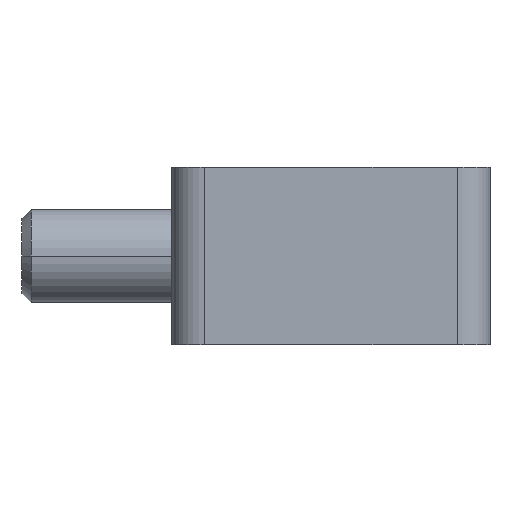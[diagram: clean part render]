
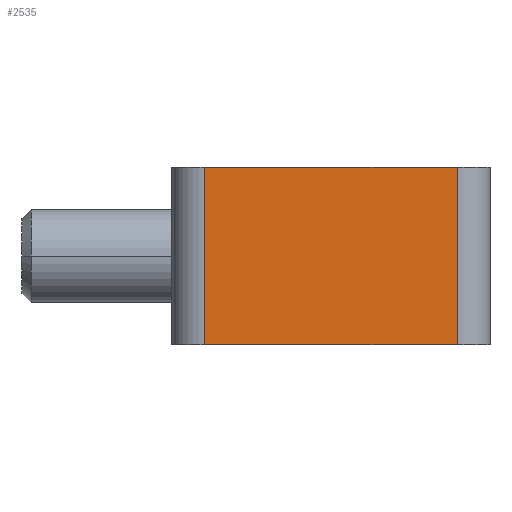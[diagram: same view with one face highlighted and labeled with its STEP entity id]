
A CAD part, left-side view. The second image highlights one B-rep face of the part: STEP entity #2535.
In plain terms, the highlighted planar face has unit normal (-1, 0, 0).
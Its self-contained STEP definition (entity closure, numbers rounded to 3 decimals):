
#2508=AXIS2_PLACEMENT_3D('Plane Axis2P3D',#2505,#2506,#2507) ;
#2479=CARTESIAN_POINT('Line Origine',(-46.43,16.,95.4)) ;
#2483=CARTESIAN_POINT('Vertex',(-46.43,16.,85.9)) ;
#2485=CARTESIAN_POINT('Vertex',(-46.43,16.,104.9)) ;
#2505=CARTESIAN_POINT('Axis2P3D Location',(-46.43,16.,0.)) ;
#2510=CARTESIAN_POINT('Line Origine',(-46.43,43.,95.4)) ;
#2514=CARTESIAN_POINT('Vertex',(-46.43,43.,85.9)) ;
#2516=CARTESIAN_POINT('Vertex',(-46.43,43.,104.9)) ;
#2519=CARTESIAN_POINT('Line Origine',(-46.43,29.5,85.9)) ;
#2524=CARTESIAN_POINT('Line Origine',(-46.43,29.5,104.9)) ;
#2480=DIRECTION('Vector Direction',(0.,0.,1.)) ;
#2506=DIRECTION('Axis2P3D Direction',(1.,0.,0.)) ;
#2507=DIRECTION('Axis2P3D XDirection',(0.,1.,0.)) ;
#2511=DIRECTION('Vector Direction',(0.,0.,1.)) ;
#2520=DIRECTION('Vector Direction',(0.,1.,0.)) ;
#2525=DIRECTION('Vector Direction',(0.,1.,0.)) ;
#2481=VECTOR('Line Direction',#2480,1.) ;
#2512=VECTOR('Line Direction',#2511,1.) ;
#2521=VECTOR('Line Direction',#2520,1.) ;
#2526=VECTOR('Line Direction',#2525,1.) ;
#2530=ORIENTED_EDGE('',*,*,#2518,.F.) ;
#2531=ORIENTED_EDGE('',*,*,#2523,.T.) ;
#2532=ORIENTED_EDGE('',*,*,#2487,.T.) ;
#2533=ORIENTED_EDGE('',*,*,#2528,.F.) ;
#2535=ADVANCED_FACE('XT3 4p Plug-in FCCu sup',(#2534),#2509,.F.) ;
#2487=EDGE_CURVE('',#2484,#2486,#2482,.T.) ;
#2518=EDGE_CURVE('',#2515,#2517,#2513,.T.) ;
#2523=EDGE_CURVE('',#2515,#2484,#2522,.F.) ;
#2528=EDGE_CURVE('',#2517,#2486,#2527,.F.) ;
#2529=EDGE_LOOP('',(#2530,#2531,#2532,#2533)) ;
#2534=FACE_OUTER_BOUND('',#2529,.T.) ;
#2482=LINE('Line',#2479,#2481) ;
#2513=LINE('Line',#2510,#2512) ;
#2522=LINE('Line',#2519,#2521) ;
#2527=LINE('Line',#2524,#2526) ;
#2509=PLANE('',#2508) ;
#2484=VERTEX_POINT('',#2483) ;
#2486=VERTEX_POINT('',#2485) ;
#2515=VERTEX_POINT('',#2514) ;
#2517=VERTEX_POINT('',#2516) ;
